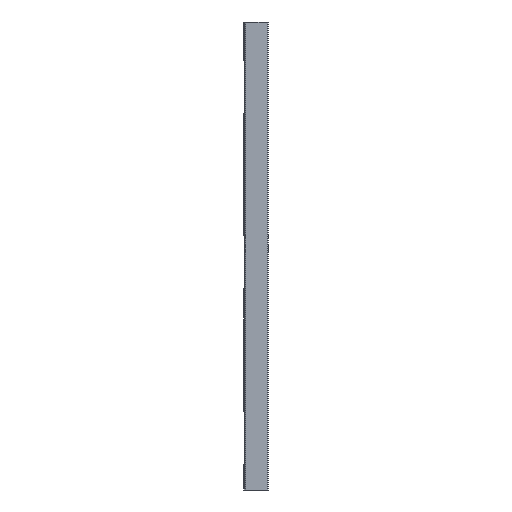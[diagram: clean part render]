
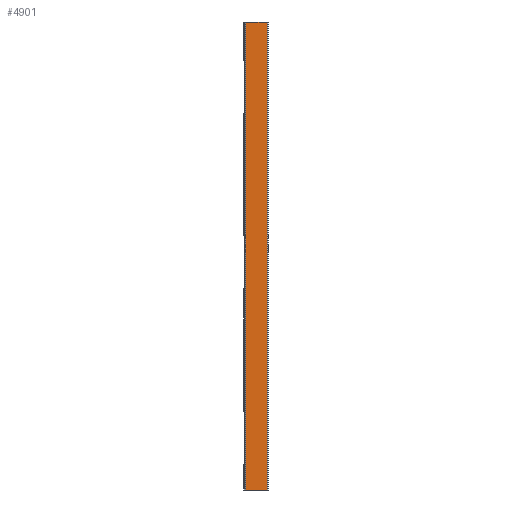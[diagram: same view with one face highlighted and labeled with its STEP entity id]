
A CAD part, front view. The second image highlights one B-rep face of the part: STEP entity #4901.
In plain terms, the highlighted planar face has unit normal (0, -1, 0).
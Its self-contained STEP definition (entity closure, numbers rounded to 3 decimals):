
#340 = CARTESIAN_POINT ( 'NONE',  ( 11.5, -25., 500. ) ) ;
#379 = PLANE ( 'NONE',  #7593 ) ;
#476 = DIRECTION ( 'NONE',  ( 0., 0., -1. ) ) ;
#509 = CARTESIAN_POINT ( 'NONE',  ( -10.5, -25., 500. ) ) ;
#560 = CARTESIAN_POINT ( 'NONE',  ( -10.5, -25., 15. ) ) ;
#892 = DIRECTION ( 'NONE',  ( 0., 0., 1. ) ) ;
#1102 = VERTEX_POINT ( 'NONE', #509 ) ;
#1170 = EDGE_CURVE ( 'NONE', #2819, #2030, #5054, .T. ) ;
#1221 = DIRECTION ( 'NONE',  ( -1., 0., 0. ) ) ;
#1273 = ORIENTED_EDGE ( 'NONE', *, *, #7090, .T. ) ;
#1289 = CARTESIAN_POINT ( 'NONE',  ( 11.5, -25., 15. ) ) ;
#1525 = VECTOR ( 'NONE', #1221, 1000. ) ;
#1964 = EDGE_CURVE ( 'NONE', #1102, #2030, #6655, .T. ) ;
#2030 = VERTEX_POINT ( 'NONE', #560 ) ;
#2099 = DIRECTION ( 'NONE',  ( 1., 0., 0. ) ) ;
#2226 = LINE ( 'NONE', #340, #2328 ) ;
#2328 = VECTOR ( 'NONE', #892, 1000. ) ;
#2773 = VECTOR ( 'NONE', #2099, 1000. ) ;
#2819 = VERTEX_POINT ( 'NONE', #1289 ) ;
#2937 = CARTESIAN_POINT ( 'NONE',  ( -10.5, -25., 500. ) ) ;
#3476 = FACE_OUTER_BOUND ( 'NONE', #7656, .T. ) ;
#3791 = VERTEX_POINT ( 'NONE', #4903 ) ;
#3877 = ORIENTED_EDGE ( 'NONE', *, *, #4738, .F. ) ;
#4174 = ORIENTED_EDGE ( 'NONE', *, *, #1170, .F. ) ;
#4635 = CARTESIAN_POINT ( 'NONE',  ( -11.5, -25., 500. ) ) ;
#4648 = ORIENTED_EDGE ( 'NONE', *, *, #1964, .T. ) ;
#4738 = EDGE_CURVE ( 'NONE', #1102, #3791, #5972, .T. ) ;
#4901 = ADVANCED_FACE ( 'NONE', ( #3476 ), #379, .F. ) ;
#4903 = CARTESIAN_POINT ( 'NONE',  ( 11.5, -25., 500. ) ) ;
#5040 = CARTESIAN_POINT ( 'NONE',  ( -11.5, -25., 500. ) ) ;
#5054 = LINE ( 'NONE', #5460, #1525 ) ;
#5460 = CARTESIAN_POINT ( 'NONE',  ( -11.5, -25., 15. ) ) ;
#5711 = VECTOR ( 'NONE', #476, 1000. ) ;
#5972 = LINE ( 'NONE', #5040, #2773 ) ;
#6655 = LINE ( 'NONE', #2937, #5711 ) ;
#6992 = DIRECTION ( 'NONE',  ( -1., 0., 0. ) ) ;
#7037 = DIRECTION ( 'NONE',  ( 0., 1., 0. ) ) ;
#7090 = EDGE_CURVE ( 'NONE', #2819, #3791, #2226, .T. ) ;
#7593 = AXIS2_PLACEMENT_3D ( 'NONE', #4635, #7037, #6992 ) ;
#7656 = EDGE_LOOP ( 'NONE', ( #4174, #1273, #3877, #4648 ) ) ;
